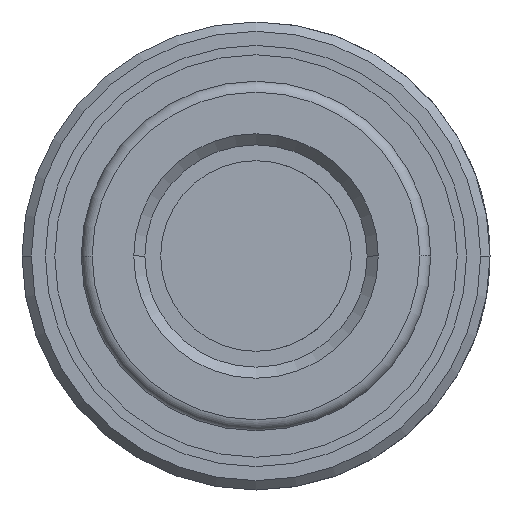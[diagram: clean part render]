
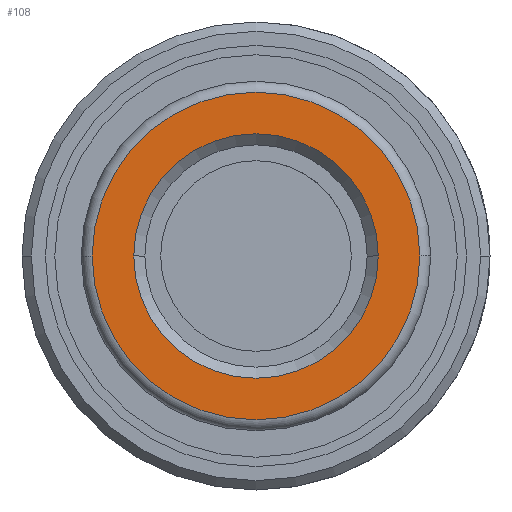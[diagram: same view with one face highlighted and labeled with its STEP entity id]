
A CAD part, front view. The second image highlights one B-rep face of the part: STEP entity #108.
In plain terms, the highlighted planar face has unit normal (0, -1, 0).
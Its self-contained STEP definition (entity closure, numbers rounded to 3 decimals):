
#108=ADVANCED_FACE('',(#240,#241),#242,.T.);
#240=FACE_BOUND('',#401,.T.);
#241=FACE_OUTER_BOUND('',#402,.T.);
#242=PLANE('',#403);
#401=EDGE_LOOP('',(#654,#655));
#402=EDGE_LOOP('',(#656,#657));
#403=AXIS2_PLACEMENT_3D('',#658,#659,#660);
#654=ORIENTED_EDGE('',*,*,#992,.T.);
#655=ORIENTED_EDGE('',*,*,#931,.T.);
#656=ORIENTED_EDGE('',*,*,#983,.T.);
#657=ORIENTED_EDGE('',*,*,#993,.T.);
#658=CARTESIAN_POINT('',(0.0,0.0,0.0));
#659=DIRECTION('',(0.0,-1.0,0.0));
#660=DIRECTION('',(-1.0,0.0,0.0));
#931=EDGE_CURVE('',#1105,#1108,#1110,.T.);
#983=EDGE_CURVE('',#1191,#1194,#1196,.T.);
#992=EDGE_CURVE('',#1108,#1105,#1208,.T.);
#993=EDGE_CURVE('',#1194,#1191,#1209,.T.);
#1105=VERTEX_POINT('',#1354);
#1108=VERTEX_POINT('',#1358);
#1110=CIRCLE('',#1361,5.225);
#1191=VERTEX_POINT('',#1501);
#1194=VERTEX_POINT('',#1505);
#1196=CIRCLE('',#1508,7.0);
#1208=CIRCLE('',#1556,5.225);
#1209=CIRCLE('',#1557,7.0);
#1354=CARTESIAN_POINT('',(5.225,0.0,0.));
#1358=CARTESIAN_POINT('',(-5.225,0.0,0.));
#1361=AXIS2_PLACEMENT_3D('',#1783,#1784,#1785);
#1501=CARTESIAN_POINT('',(7.0,0.0,0.0));
#1505=CARTESIAN_POINT('',(-7.0,0.0,0.));
#1508=AXIS2_PLACEMENT_3D('',#1870,#1871,#1872);
#1556=AXIS2_PLACEMENT_3D('',#1881,#1882,#1883);
#1557=AXIS2_PLACEMENT_3D('',#1884,#1885,#1886);
#1783=CARTESIAN_POINT('',(0.0,0.0,0.0));
#1784=DIRECTION('',(-0.0,1.0,0.0));
#1785=DIRECTION('',(1.0,0.0,0.0));
#1870=CARTESIAN_POINT('',(0.0,0.0,0.0));
#1871=DIRECTION('',(0.0,-1.0,0.0));
#1872=DIRECTION('',(1.0,0.0,0.0));
#1881=CARTESIAN_POINT('',(0.0,0.0,0.0));
#1882=DIRECTION('',(-0.0,1.0,0.0));
#1883=DIRECTION('',(1.0,0.0,0.0));
#1884=CARTESIAN_POINT('',(0.0,0.0,0.0));
#1885=DIRECTION('',(0.0,-1.0,0.0));
#1886=DIRECTION('',(1.0,0.0,0.0));
